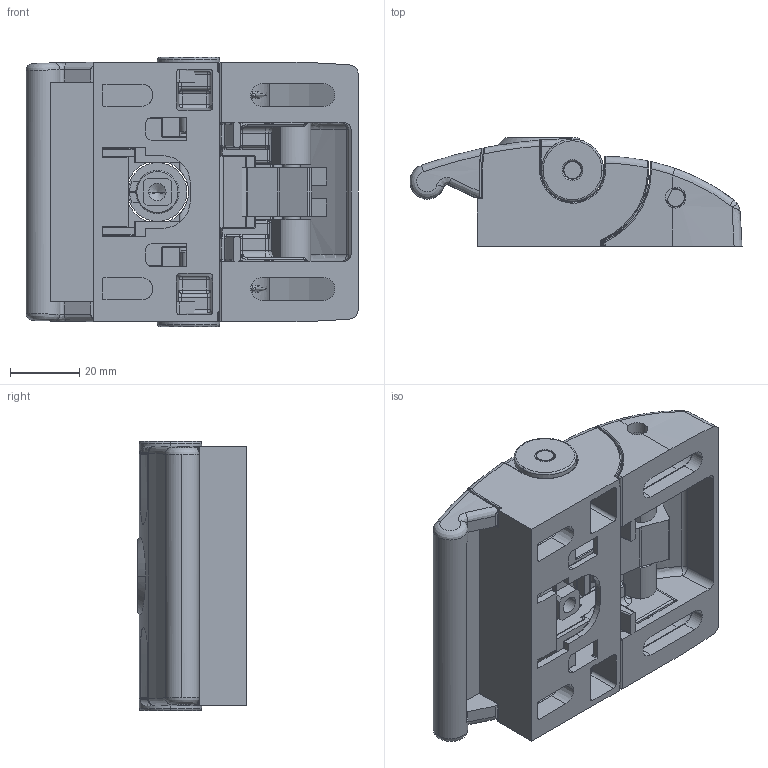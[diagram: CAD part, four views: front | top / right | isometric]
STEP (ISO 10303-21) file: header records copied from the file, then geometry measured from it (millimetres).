
FILE_DESCRIPTION (( 'STEP AP203' ), '1' );
FILE_NAME ('151155.step', '2021-06-07T13:01:02', ( '' ), ( '' ), 'SwSTEP 2.0', 'SolidWorks 2021', '' );
FILE_SCHEMA (( 'CONFIG_CONTROL_DESIGN' ));
Length unit declared in the file: millimetre
Products named in the file (1): 151155
Bounding box: 96 x 31.57 x 77.81 mm (x, y, z)
Volume: 87140.6 mm3; surface area: 60065.1 mm2
Topology: 13 solids, 13 shells, 2680 faces, 7019 edges, 4189 vertices
Faces by surface type: plane 1077, cylinder 880, bspline 380, torus 186, sphere 131, cone 26
Entity records: 97203 total; most frequent: CARTESIAN_POINT 34642, ORIENTED_EDGE 13664, DIRECTION 12695, EDGE_CURVE 6832, AXIS2_PLACEMENT_3D 4595, VERTEX_POINT 4175, LINE 3505, VECTOR 3505
